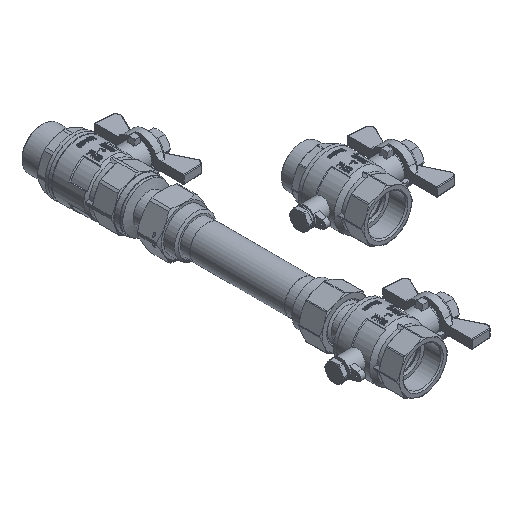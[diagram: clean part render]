
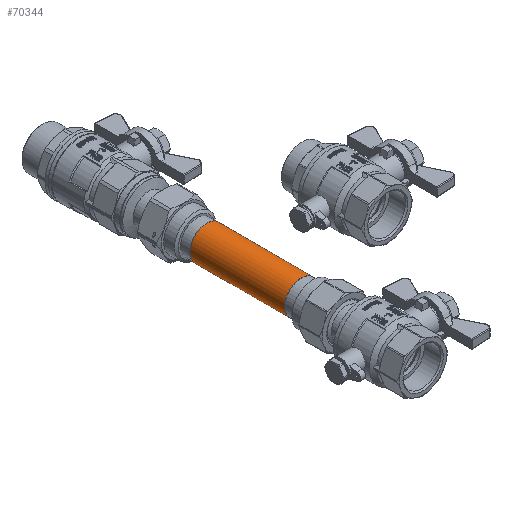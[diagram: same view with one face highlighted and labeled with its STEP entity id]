
A CAD part, isometric view. The second image highlights one B-rep face of the part: STEP entity #70344.
In plain terms, the highlighted cylindrical face has radius 13.45 mm (diameter 26.9 mm), a full revolution.
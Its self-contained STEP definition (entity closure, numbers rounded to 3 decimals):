
#15812=ORIENTED_EDGE('',*,*,#35556,.T.);
#15813=ORIENTED_EDGE('',*,*,#35557,.F.);
#35556=EDGE_CURVE('',#45428,#45428,#52088,.T.);
#35557=EDGE_CURVE('',#45429,#45429,#52089,.T.);
#45428=VERTEX_POINT('',#105493);
#45429=VERTEX_POINT('',#105495);
#52088=CIRCLE('',#74176,13.45);
#52089=CIRCLE('',#74177,13.45);
#53483=EDGE_LOOP('',(#15812));
#53484=EDGE_LOOP('',(#15813));
#57601=FACE_BOUND('',#53483,.T.);
#57602=FACE_BOUND('',#53484,.T.);
#61723=CYLINDRICAL_SURFACE('',#74175,13.45);
#70344=ADVANCED_FACE('',(#57601,#57602),#61723,.T.);
#74175=AXIS2_PLACEMENT_3D('',#105491,#83345,#83346);
#74176=AXIS2_PLACEMENT_3D('',#105492,#83347,#83348);
#74177=AXIS2_PLACEMENT_3D('',#105494,#83349,#83350);
#83345=DIRECTION('',(0.,1.,0.));
#83346=DIRECTION('',(0.,0.,1.));
#83347=DIRECTION('',(0.,1.,0.));
#83348=DIRECTION('',(1.,0.,0.));
#83349=DIRECTION('',(0.,1.,0.));
#83350=DIRECTION('',(0.,0.,-1.));
#105491=CARTESIAN_POINT('',(0.,-55.,0.));
#105492=CARTESIAN_POINT('',(0.,-38.,0.));
#105493=CARTESIAN_POINT('',(13.45,-38.,0.));
#105494=CARTESIAN_POINT('',(0.,38.,0.));
#105495=CARTESIAN_POINT('',(0.,38.,-13.45));
